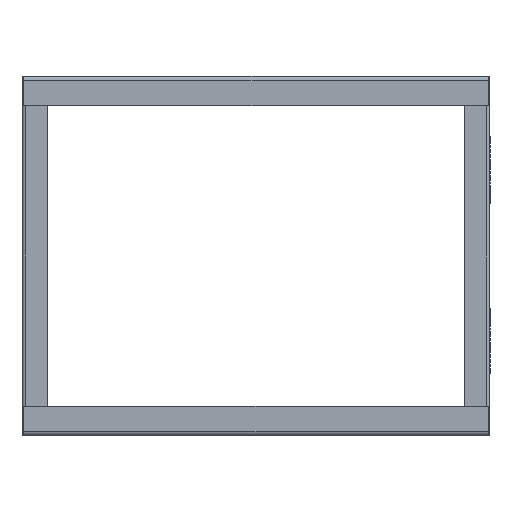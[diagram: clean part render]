
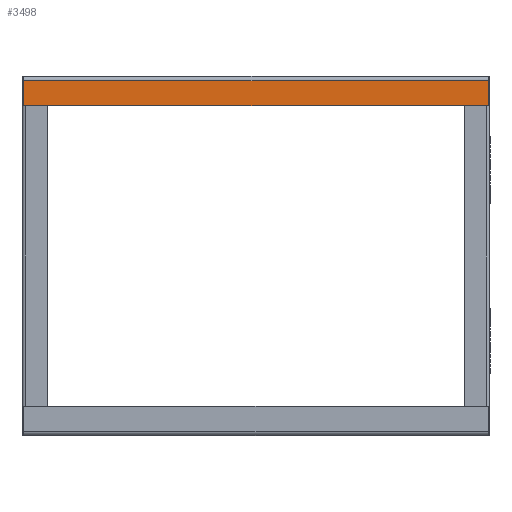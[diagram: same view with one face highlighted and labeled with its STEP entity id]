
A CAD part, left-side view. The second image highlights one B-rep face of the part: STEP entity #3498.
In plain terms, the highlighted face is planar.
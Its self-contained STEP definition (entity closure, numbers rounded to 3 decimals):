
#13 = VECTOR ( 'NONE', #6679, 1000. ) ;
#188 = DIRECTION ( 'NONE',  ( -1., 0., 0. ) ) ;
#420 = DIRECTION ( 'NONE',  ( 0., 0., -1. ) ) ;
#588 = LINE ( 'NONE', #3811, #2803 ) ;
#741 = ORIENTED_EDGE ( 'NONE', *, *, #6317, .T. ) ;
#1117 = VECTOR ( 'NONE', #420, 1000. ) ;
#1386 = ORIENTED_EDGE ( 'NONE', *, *, #7619, .F. ) ;
#1678 = LINE ( 'NONE', #5396, #13 ) ;
#2002 = CARTESIAN_POINT ( 'NONE',  ( 0., -196.855, -4. ) ) ;
#2011 = FACE_OUTER_BOUND ( 'NONE', #7638, .T. ) ;
#2024 = DIRECTION ( 'NONE',  ( 0., -1., 0. ) ) ;
#2304 = EDGE_CURVE ( 'NONE', #3292, #4937, #6948, .T. ) ;
#2512 = CARTESIAN_POINT ( 'NONE',  ( 0., 196.855, -4. ) ) ;
#2803 = VECTOR ( 'NONE', #2024, 1000. ) ;
#2888 = VECTOR ( 'NONE', #3232, 1000. ) ;
#3232 = DIRECTION ( 'NONE',  ( 0., -1., 0. ) ) ;
#3292 = VERTEX_POINT ( 'NONE', #2512 ) ;
#3498 = ADVANCED_FACE ( 'NONE', ( #2011 ), #6835, .F. ) ;
#3794 = CARTESIAN_POINT ( 'NONE',  ( 0., 196.855, 0. ) ) ;
#3811 = CARTESIAN_POINT ( 'NONE',  ( 0., 196.855, -4. ) ) ;
#4210 = VERTEX_POINT ( 'NONE', #4546 ) ;
#4546 = CARTESIAN_POINT ( 'NONE',  ( 0., -196.855, -25. ) ) ;
#4549 = ORIENTED_EDGE ( 'NONE', *, *, #7330, .T. ) ;
#4669 = VERTEX_POINT ( 'NONE', #2002 ) ;
#4706 = CARTESIAN_POINT ( 'NONE',  ( 0., 196.855, 0. ) ) ;
#4725 = LINE ( 'NONE', #5049, #2888 ) ;
#4937 = VERTEX_POINT ( 'NONE', #5865 ) ;
#5049 = CARTESIAN_POINT ( 'NONE',  ( 0., 196.855, -25. ) ) ;
#5396 = CARTESIAN_POINT ( 'NONE',  ( 0., -196.855, 0. ) ) ;
#5580 = AXIS2_PLACEMENT_3D ( 'NONE', #3794, #188, #5749 ) ;
#5749 = DIRECTION ( 'NONE',  ( 0., 0., 1. ) ) ;
#5865 = CARTESIAN_POINT ( 'NONE',  ( 0., 196.855, -25. ) ) ;
#6317 = EDGE_CURVE ( 'NONE', #3292, #4669, #588, .T. ) ;
#6679 = DIRECTION ( 'NONE',  ( 0., 0., -1. ) ) ;
#6835 = PLANE ( 'NONE',  #5580 ) ;
#6918 = ORIENTED_EDGE ( 'NONE', *, *, #2304, .F. ) ;
#6948 = LINE ( 'NONE', #4706, #1117 ) ;
#7330 = EDGE_CURVE ( 'NONE', #4669, #4210, #1678, .T. ) ;
#7619 = EDGE_CURVE ( 'NONE', #4937, #4210, #4725, .T. ) ;
#7638 = EDGE_LOOP ( 'NONE', ( #4549, #1386, #6918, #741 ) ) ;
